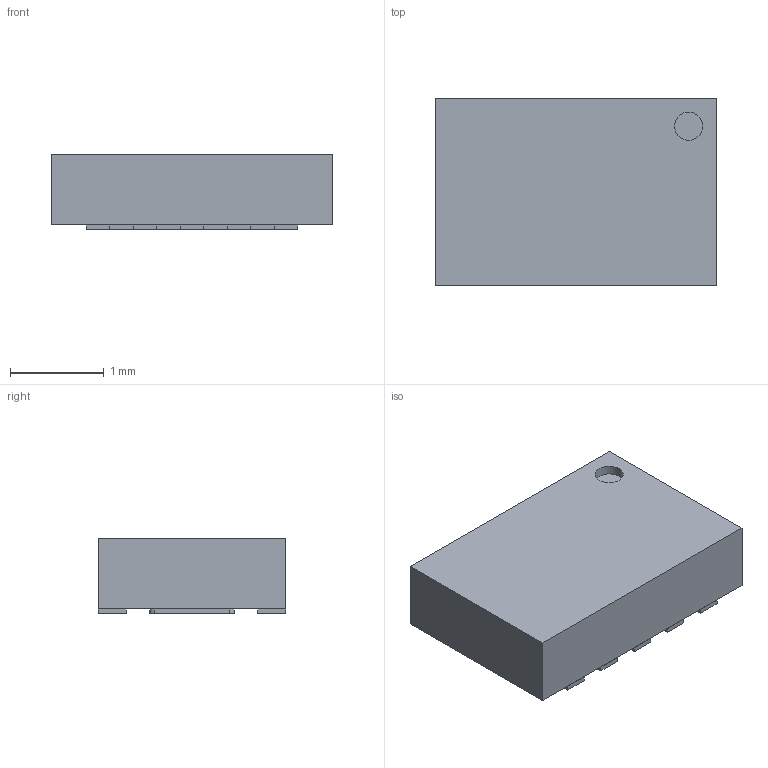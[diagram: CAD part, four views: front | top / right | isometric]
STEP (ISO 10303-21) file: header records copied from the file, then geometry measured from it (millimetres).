
FILE_DESCRIPTION (( 'STEP AP214' ), '1' );
FILE_NAME ('User Library-TDFN-10_EP.STEP', '2020-10-26T14:37:38', ( '' ), ( '' ), 'SwSTEP 2.0', 'SolidWorks 2020', '' );
FILE_SCHEMA (( 'AUTOMOTIVE_DESIGN' ));
Length unit declared in the file: millimetre
Products named in the file (1): User Library-TDFN-10_EP
Bounding box: 3 x 2 x 0.8 mm (x, y, z)
Volume: 4.6 mm3; surface area: 25.4 mm2
Topology: 12 solids, 12 shells, 79 faces, 162 edges, 108 vertices
Faces by surface type: plane 74, cylinder 5
Entity records: 2278 total; most frequent: CARTESIAN_POINT 350, DIRECTION 332, ORIENTED_EDGE 324, EDGE_CURVE 162, LINE 152, VECTOR 152, VERTEX_POINT 108, AXIS2_PLACEMENT_3D 90
